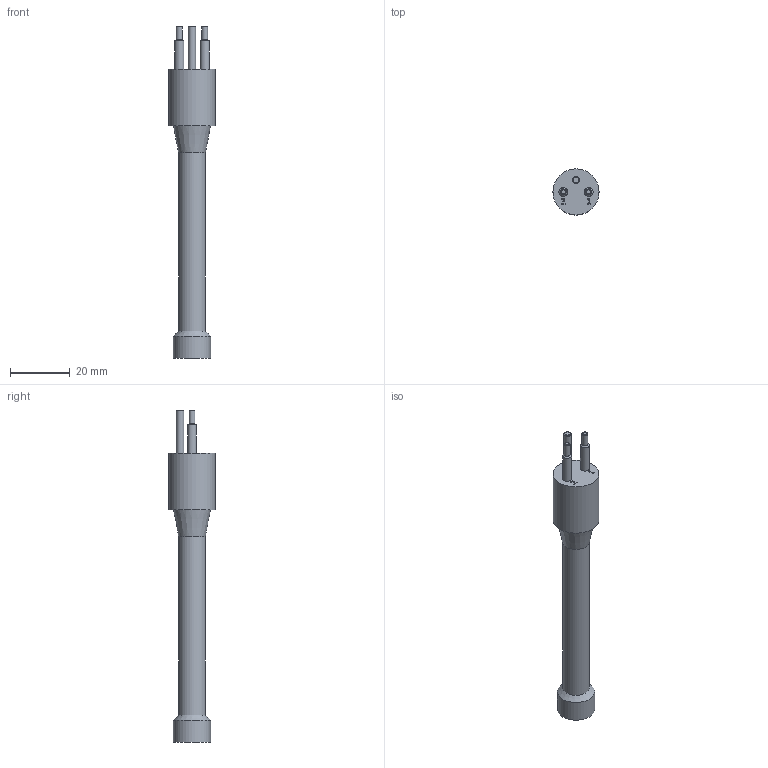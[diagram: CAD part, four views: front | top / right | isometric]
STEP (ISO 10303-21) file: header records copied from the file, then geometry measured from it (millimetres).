
FILE_DESCRIPTION(/* description */ (''),/* implementation_level */ '2;1');
FILE_NAME(/* name */ 'MCDC2M-G2.stp',/* time_stamp */ '2014-11-26T08:59:25+01:00',/* author */ ('sh'),/* organization */ (''),/* preprocessor_version */ 'ST-DEVELOPER v15.2',/* originating_system */ 'Autodesk Inventor 2014',/* authorisation */ '');
FILE_SCHEMA (('AUTOMOTIVE_DESIGN { 1 0 10303 214 3 1 1 }'));
Length unit declared in the file: millimetre
Products named in the file (1): MCDC2M-G2
Bounding box: 15.5 x 15.5 x 111.5 mm (x, y, z)
Volume: 9513.9 mm3; surface area: 4027.3 mm2
Topology: 1 solids, 1 shells, 51 faces, 120 edges, 77 vertices
Faces by surface type: plane 24, bspline 12, cylinder 8, cone 7
Full cylindrical faces by diameter (mm): 2 x2, 2.5 x1, 3 x2, 9 x1, 12.5 x1, 15.5 x1
Entity records: 1519 total; most frequent: CARTESIAN_POINT 424, ORIENTED_EDGE 208, DIRECTION 180, EDGE_CURVE 104, VERTEX_POINT 76, EDGE_LOOP 72, LINE 60, VECTOR 60
